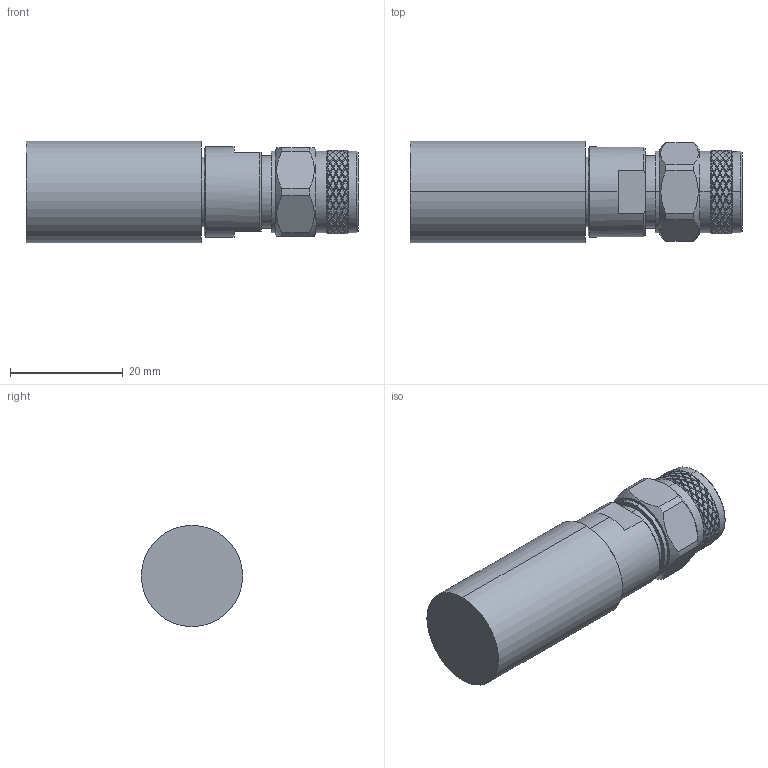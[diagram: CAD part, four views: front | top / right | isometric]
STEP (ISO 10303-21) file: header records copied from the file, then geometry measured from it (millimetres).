
FILE_DESCRIPTION (( 'STEP AP214' ), '1' );
FILE_NAME ('FMTR1134_3D.step', '2023-02-01T19:15:42', ( '' ), ( '' ), 'SwSTEP 2.0', 'SolidWorks 2022', '' );
FILE_SCHEMA (( 'AUTOMOTIVE_DESIGN' ));
Length unit declared in the file: inch
Products named in the file (3): TNC MALE_TS5G-A; FMTR1134_3D; TS5G-A
Assembly tree (2 placements, depth 2):
  FMTR1134_3D
    TS5G-A
    TNC MALE_TS5G-A
Bounding box: 59 x 18 x 18 mm (x, y, z)
Volume: 12612.2 mm3; surface area: 4842.4 mm2
Topology: 2 solids, 2 shells, 1006 faces, 2054 edges, 1063 vertices
Faces by surface type: bspline 640, cylinder 194, cone 145, plane 25, torus 2
Entity records: 33680 total; most frequent: CARTESIAN_POINT 19865, ORIENTED_EDGE 4108, EDGE_CURVE 2054, DIRECTION 1343, VERTEX_POINT 1063, EDGE_LOOP 1017, ADVANCED_FACE 1006, FACE_OUTER_BOUND 1006
